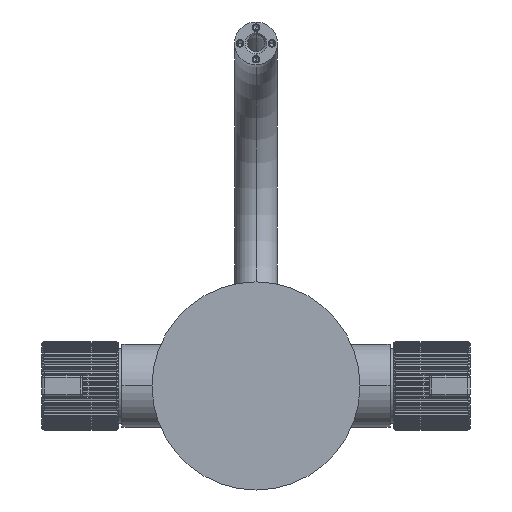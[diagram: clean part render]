
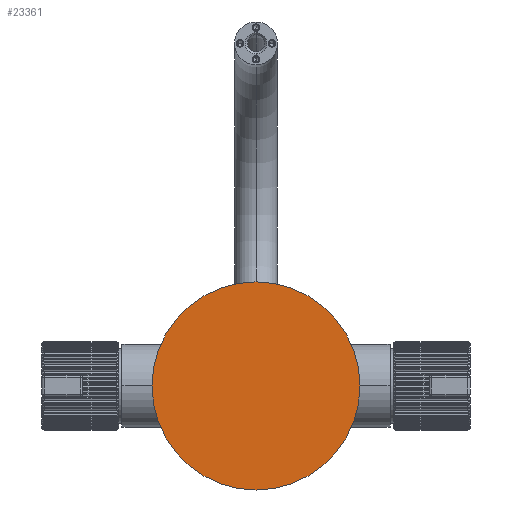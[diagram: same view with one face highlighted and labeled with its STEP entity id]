
A CAD part, front view. The second image highlights one B-rep face of the part: STEP entity #23361.
In plain terms, the highlighted planar face has unit normal (0, -1, 0).
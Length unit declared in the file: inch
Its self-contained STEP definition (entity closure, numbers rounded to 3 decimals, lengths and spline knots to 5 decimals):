
#2=CARTESIAN_POINT('',(0.,0.,0.));
#3=DIRECTION('',(0.,-1.,0.));
#4=DIRECTION('',(-1.,0.,0.));
#5=AXIS2_PLACEMENT_3D('',#2,#3,#4);
#7=CARTESIAN_POINT('',(0.,0.,0.));
#8=DIRECTION('',(0.,1.,0.));
#9=DIRECTION('',(-1.,0.,0.));
#10=AXIS2_PLACEMENT_3D('',#7,#8,#9);
#20174=CARTESIAN_POINT('',(-1.215,0.,0.));
#20175=CARTESIAN_POINT('',(1.215,0.,0.));
#20176=VERTEX_POINT('',#20174);
#20177=VERTEX_POINT('',#20175);
#23350=CARTESIAN_POINT('',(0.,0.,0.));
#23351=DIRECTION('',(0.,-1.,0.));
#23352=DIRECTION('',(-1.,0.,0.));
#23353=AXIS2_PLACEMENT_3D('',#23350,#23351,#23352);
#23354=PLANE('',#23353);
#23356=ORIENTED_EDGE('',*,*,#23355,.F.);
#23358=ORIENTED_EDGE('',*,*,#23357,.T.);
#23359=EDGE_LOOP('',(#23356,#23358));
#23360=FACE_OUTER_BOUND('',#23359,.F.);
#23361=ADVANCED_FACE('',(#23360),#23354,.T.);
#6=CIRCLE('',#5,1.215);
#11=CIRCLE('',#10,1.215);
#23355=EDGE_CURVE('',#20176,#20177,#6,.T.);
#23357=EDGE_CURVE('',#20176,#20177,#11,.T.);
